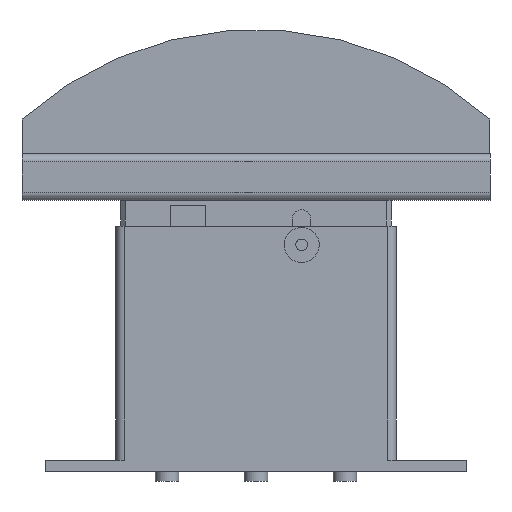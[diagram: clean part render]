
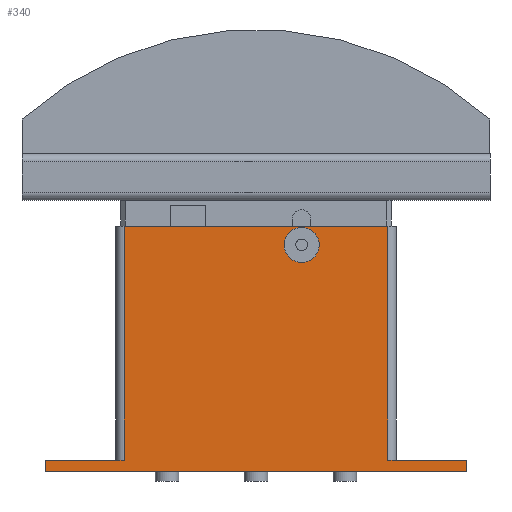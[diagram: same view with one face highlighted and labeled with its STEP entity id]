
A CAD part, front view. The second image highlights one B-rep face of the part: STEP entity #340.
In plain terms, the highlighted planar face has unit normal (0, -1, 0).
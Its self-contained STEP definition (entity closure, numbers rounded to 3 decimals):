
#340=ADVANCED_FACE('',(#685,#686),#687,.T.);
#685=FACE_BOUND('',#1033,.T.);
#686=FACE_OUTER_BOUND('',#1034,.T.);
#687=PLANE('',#1035);
#1033=EDGE_LOOP('',(#2068,#2069));
#1034=EDGE_LOOP('',(#2070,#2071,#2072,#2073,#2074,#2075,#2076,#2077));
#1035=AXIS2_PLACEMENT_3D('',#2078,#2079,#2080);
#2068=ORIENTED_EDGE('',*,*,#2506,.T.);
#2069=ORIENTED_EDGE('',*,*,#2152,.T.);
#2070=ORIENTED_EDGE('',*,*,#2551,.T.);
#2071=ORIENTED_EDGE('',*,*,#2548,.T.);
#2072=ORIENTED_EDGE('',*,*,#2470,.T.);
#2073=ORIENTED_EDGE('',*,*,#2533,.F.);
#2074=ORIENTED_EDGE('',*,*,#2555,.T.);
#2075=ORIENTED_EDGE('',*,*,#2556,.F.);
#2076=ORIENTED_EDGE('',*,*,#2557,.T.);
#2077=ORIENTED_EDGE('',*,*,#2558,.T.);
#2078=CARTESIAN_POINT('',(-45.0,-20.0,0.0));
#2079=DIRECTION('',(0.0,-1.0,0.0));
#2080=DIRECTION('',(1.0,0.0,0.0));
#2152=EDGE_CURVE('',#2594,#2591,#2595,.T.);
#2470=EDGE_CURVE('',#3085,#3086,#3087,.T.);
#2506=EDGE_CURVE('',#2591,#2594,#3130,.T.);
#2533=EDGE_CURVE('',#3161,#3086,#3163,.T.);
#2548=EDGE_CURVE('',#3183,#3085,#3184,.T.);
#2551=EDGE_CURVE('',#3187,#3183,#3188,.T.);
#2555=EDGE_CURVE('',#3161,#3193,#3194,.T.);
#2556=EDGE_CURVE('',#3195,#3193,#3196,.T.);
#2557=EDGE_CURVE('',#3195,#3197,#3198,.T.);
#2558=EDGE_CURVE('',#3197,#3187,#3199,.T.);
#2591=VERTEX_POINT('',#3239);
#2594=VERTEX_POINT('',#3243);
#2595=CIRCLE('',#3244,7.5);
#3085=VERTEX_POINT('',#3934);
#3086=VERTEX_POINT('',#3935);
#3087=LINE('',#3936,#3937);
#3130=CIRCLE('',#3988,7.5);
#3161=VERTEX_POINT('',#4026);
#3163=LINE('',#4028,#4029);
#3183=VERTEX_POINT('',#4056);
#3184=LINE('',#4057,#4058);
#3187=VERTEX_POINT('',#4061);
#3188=LINE('',#4062,#4063);
#3193=VERTEX_POINT('',#4070);
#3194=LINE('',#4071,#4072);
#3195=VERTEX_POINT('',#4073);
#3196=LINE('',#4074,#4075);
#3197=VERTEX_POINT('',#4076);
#3198=LINE('',#4077,#4078);
#3199=LINE('',#4079,#4080);
#3239=CARTESIAN_POINT('',(27.0,-20.0,97.0));
#3243=CARTESIAN_POINT('',(12.0,-20.0,97.0));
#3244=AXIS2_PLACEMENT_3D('',#4121,#4122,#4123);
#3934=CARTESIAN_POINT('',(56.4,-20.0,105.0));
#3935=CARTESIAN_POINT('',(-56.4,-20.,105.0));
#3936=CARTESIAN_POINT('',(0.0,-20.0,105.0));
#3937=VECTOR('',#4459,1.0);
#3988=AXIS2_PLACEMENT_3D('',#4516,#4517,#4518);
#4026=CARTESIAN_POINT('',(-56.4,-20.,5.0));
#4028=CARTESIAN_POINT('',(-56.4,-20.,5.0));
#4029=VECTOR('',#4550,1.0);
#4056=CARTESIAN_POINT('',(56.4,-20.0,5.0));
#4057=CARTESIAN_POINT('',(56.4,-20.0,5.0));
#4058=VECTOR('',#4564,1.0);
#4061=CARTESIAN_POINT('',(90.0,-20.0,5.0));
#4062=CARTESIAN_POINT('',(0.0,-20.0,5.0));
#4063=VECTOR('',#4568,1.0);
#4070=CARTESIAN_POINT('',(-90.0,-20.0,5.0));
#4071=CARTESIAN_POINT('',(0.0,-20.0,5.0));
#4072=VECTOR('',#4571,1.0);
#4073=CARTESIAN_POINT('',(-90.0,-20.0,0.0));
#4074=CARTESIAN_POINT('',(-90.0,-20.0,0.0));
#4075=VECTOR('',#4572,1.0);
#4076=CARTESIAN_POINT('',(90.0,-20.0,0.0));
#4077=CARTESIAN_POINT('',(0.0,-20.0,0.0));
#4078=VECTOR('',#4573,1.0);
#4079=CARTESIAN_POINT('',(90.0,-20.0,0.0));
#4080=VECTOR('',#4574,1.0);
#4121=CARTESIAN_POINT('',(19.5,-20.0,97.0));
#4122=DIRECTION('',(-0.0,1.0,0.0));
#4123=DIRECTION('',(1.0,0.0,0.0));
#4459=DIRECTION('',(-1.0,-0.0,-0.0));
#4516=CARTESIAN_POINT('',(19.5,-20.0,97.0));
#4517=DIRECTION('',(-0.0,1.0,0.0));
#4518=DIRECTION('',(1.0,0.0,0.0));
#4550=DIRECTION('',(0.0,0.0,1.0));
#4564=DIRECTION('',(0.0,0.0,1.0));
#4568=DIRECTION('',(-1.0,-0.0,-0.0));
#4571=DIRECTION('',(-1.0,-0.0,-0.0));
#4572=DIRECTION('',(0.0,0.0,1.0));
#4573=DIRECTION('',(1.0,0.0,0.0));
#4574=DIRECTION('',(0.0,0.0,1.0));
